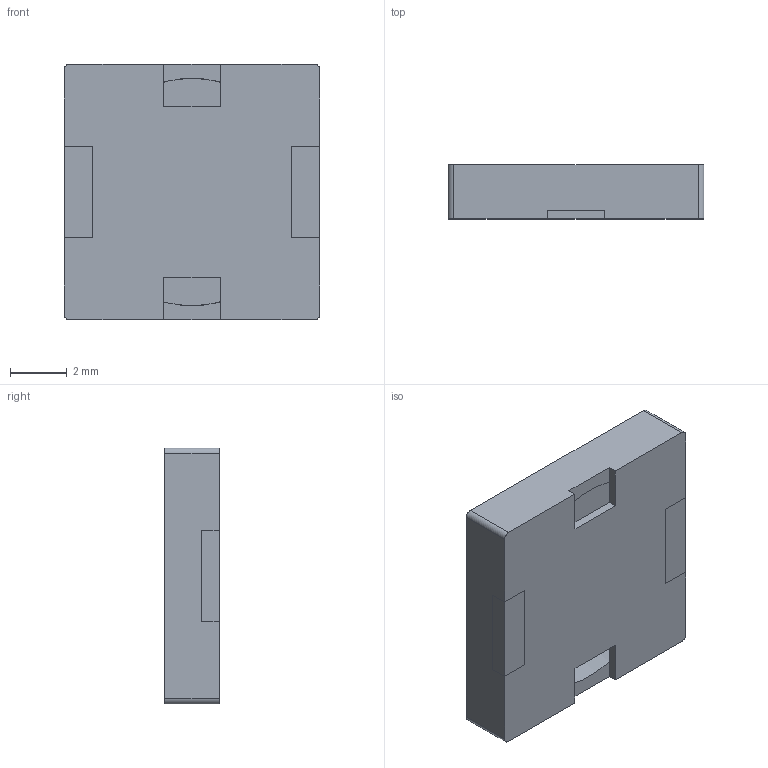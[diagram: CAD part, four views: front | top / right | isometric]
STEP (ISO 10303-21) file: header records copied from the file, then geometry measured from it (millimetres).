
FILE_DESCRIPTION(/* description */ (''),/* implementation_level */ '2;1');
FILE_NAME(/* name */ 'PKMCS0909E4000-R1.step',/* time_stamp */ '2022-03-27T15:17:04-06:00',/* author */ (''),/* organization */ (''),/* preprocessor_version */ 'ST-DEVELOPER v18.1',/* originating_system */ 'Autodesk Translation Framework v10.13.0.1454',/* authorisation */ '');
FILE_SCHEMA (('AUTOMOTIVE_DESIGN { 1 0 10303 214 3 1 1 }'));
Length unit declared in the file: millimetre
Products named in the file (1): PKMCS0909E4000-R1
Bounding box: 9 x 1.9 x 9 mm (x, y, z)
Volume: 77 mm3; surface area: 377.9 mm2
Topology: 3 solids, 3 shells, 42 faces, 125 edges, 82 vertices
Faces by surface type: plane 36, cylinder 6
Full cylindrical faces by diameter (mm): 1 x1
Entity records: 1453 total; most frequent: ORIENTED_EDGE 250, CARTESIAN_POINT 250, DIRECTION 233, EDGE_CURVE 125, LINE 103, VECTOR 103, VERTEX_POINT 82, AXIS2_PLACEMENT_3D 65
